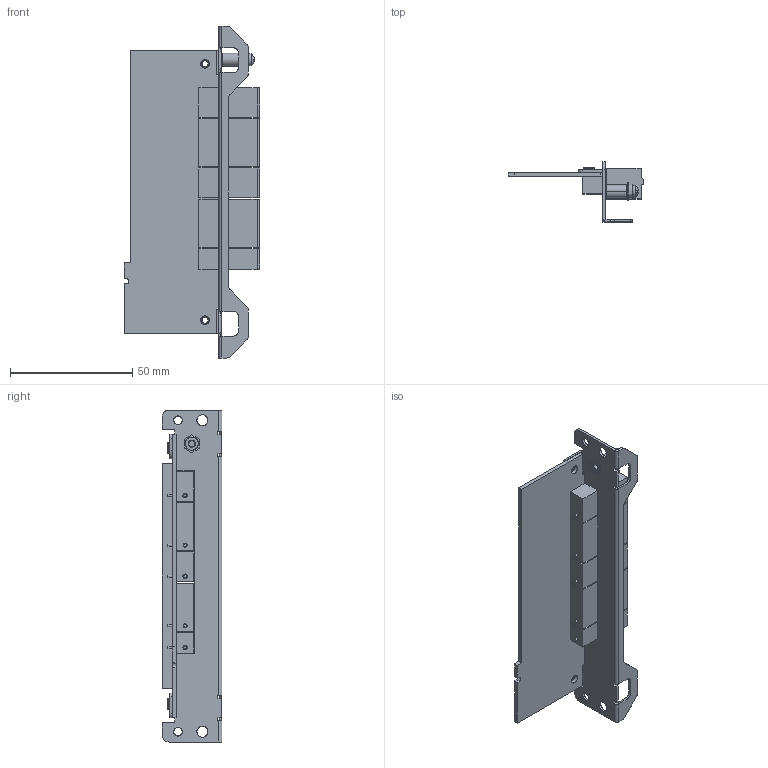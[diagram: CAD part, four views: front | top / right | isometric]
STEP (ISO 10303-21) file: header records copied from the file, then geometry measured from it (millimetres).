
FILE_DESCRIPTION((''),'2;1');
FILE_NAME('A100_ASM','2021-11-12T15:20:47',('PC'),(''),'CREO PARAMETRIC BY PTC INC, 2019010','CREO PARAMETRIC BY PTC INC, 2019010','');
FILE_SCHEMA(('CONFIG_CONTROL_DESIGN'));
Products named in the file (1): A100_ASM
Bounding box: 55.7 x 24.5 x 136 mm (x, y, z)
Surface area: 29057.4 mm2 (no closed solid volume)
Topology: 0 solids, 2304 shells, 2304 faces, 13070 edges, 13070 vertices
Faces by surface type: extrusion 1357, plane 719, cylinder 210, cone 8, torus 8, bspline 2
Entity records: 142788 total; most frequent: CARTESIAN_POINT 56508, VERTEX_POINT 13070, ORIENTED_EDGE 13070, EDGE_CURVE 13070, DIRECTION 11213, VECTOR 7753, B_SPLINE_CURVE_WITH_KNOTS 7246, LINE 6396
